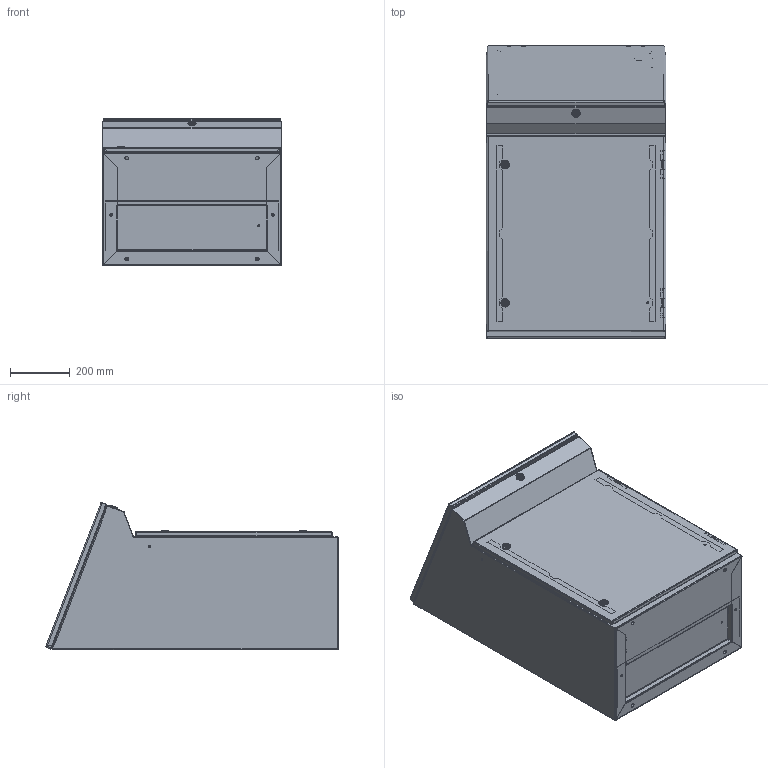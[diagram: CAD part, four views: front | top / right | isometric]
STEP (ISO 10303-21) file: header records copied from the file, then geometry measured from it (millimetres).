
FILE_DESCRIPTION (( 'STEP AP214' ), '1' );
FILE_NAME ('0335-6010-49-17.STEP', '2019-01-14T07:04:37', ( '' ), ( '' ), 'SwSTEP 2.0', 'SolidWorks 2017', '' );
FILE_SCHEMA (( 'AUTOMOTIVE_DESIGN' ));
Length unit declared in the file: millimetre
Products named in the file (63): 8101-200-0901~0; 8000-0923-06-12; W0089210~0; Bolzen_M6x16; W0009111~0_Eingebauter Zustand<Standard>; 8000-W0012486~0; W0172127~0; W0000314~0; 8101-900-0000.0-4707~0; Bolzen_M8x35; W0172130~0; Bolzen_M4x8; 8101-9999-02-00_Flexibel <Standard>; 0335-6010-49-17; W0002880~0; 8101-200-9131; W0000547~0; 8000-0985-06-00; 8101-200-1703~0; W0172136~1; 8101-0018-02-05~0; W0050000~0; W0172129~0; 8000-6799-04-00; 3070-0102-38-00~0; 8101-200-0418~0; W0172128~0; W0000544~0; 8101-200-0104.3~0; 8101-W0014213~1; W0010878~0; 8000-7603-04-08-14; 3080-7214-17-23_Flexibel <Standard>; 3080-0108-29-20~0; W0172135~0; W0172131~0; W0172133~0; W0172132~0; W0042076~1; W0002596~0 ...
Assembly tree (109 placements, depth 6):
  0335-6010-49-17
    W0172125~0
      W0172126~0
      Bolzen_M6x16  x4
      Bolzen_M8x35  x6
    W0172127~0
      W0172128~0
      3070-0102-38-00~0
      8101-200-0901~0
      8101-200-9018~0
        W0002596~0
        8101-203-0902~0
      8101-200-9131
      8101-200-9032~0
      8101-200-1703~0
    W0172129~0
    W0172130~0
      W0172131~0
      W0172132~0
      W0172133~0
      3080-0108-29-20~0
        W0002880~0  x2
        W0089209~0
        W0089210~0
      Bolzen_M4x8  x2
      8000-0985-04-00  x4
      8000-7985-04-10  x2
      8000-7603-04-08-14  x2
      8101-216-9022  x2
        W0000547~0
        W0000544~0
        W0000314~0
        8000-6799-04-00
      8000-0965-05-12  x4
      8000-0985-05-00  x4
      8000-7603-05-09-14  x4
      8000-0923-06-12
      8000-0985-06-00
      8000-0125-06-00
      Bolzen_M6x16
      0335-0000-00-01~0
    W0172134~0
      W0172135~0
      W0164177~0  x2
      Bolzen_M6x16
      8101-9999-02-00_Flexibel <Standard>  x2
        3080-7214-17-23_Flexibel <Standard>
          W0010888~0
            W0010878~0
            W0010877~0  x2
          W0010876~0
        8000-W0012486~0
        8101-W0014213~1
      8101-900-0000.0-4707~0  x2
        W0050000~0
          8101-200-0104.3~0
          8101-200-1101.04~0
          8101-203-0902~0
          W0009111~0_Eingebauter Zustand<Standard>
          8101-200-0901~0
Bounding box: 600 x 976.31 x 491.88 mm (x, y, z)
Volume: 5439034.7 mm3; surface area: 6402205.1 mm2
Topology: 115 solids, 118 shells, 4762 faces, 11598 edges, 7222 vertices
Faces by surface type: plane 2393, cylinder 1247, cone 476, bspline 468, torus 166, sphere 12
Entity records: 116974 total; most frequent: CARTESIAN_POINT 38022, ORIENTED_EDGE 14810, DIRECTION 13587, EDGE_CURVE 7405, VERTEX_POINT 4676, LINE 4593, VECTOR 4593, AXIS2_PLACEMENT_3D 4497
